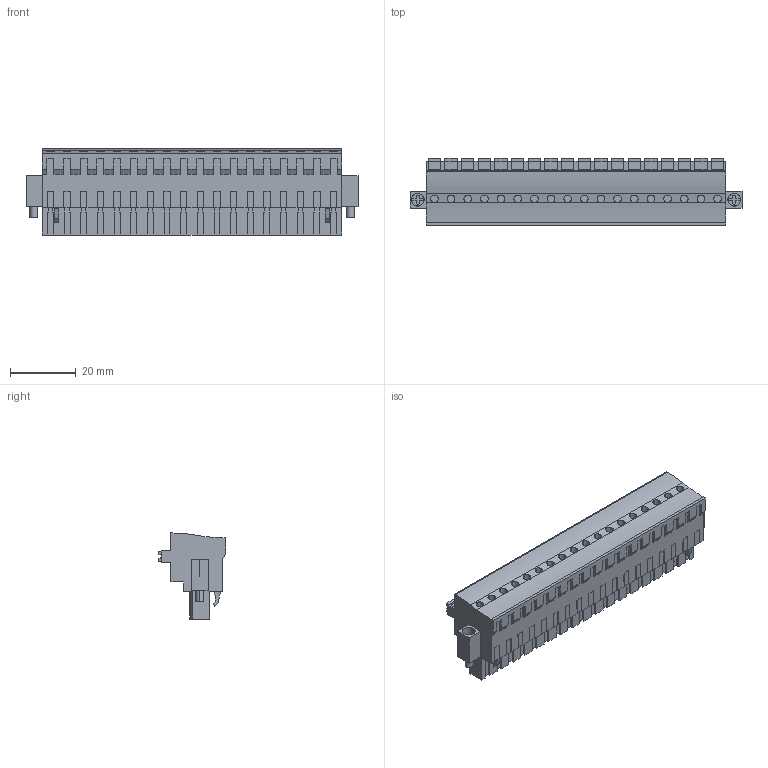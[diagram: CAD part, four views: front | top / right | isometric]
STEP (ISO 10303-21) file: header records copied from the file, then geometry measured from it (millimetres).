
FILE_DESCRIPTION(('CATIA V5 STEP Exchange','CAx-IF Rec.Pracs.--- Model Styling and Organization---1.2---2011-12-15'),'2;1');
FILE_NAME ('D1461188_0_1983050000_1983050000.stp','2017-10-30T15:21:27+00:00',('none'),('Weidmueller'),'CATIA Version 5-6 Release 2014','CATIA V5 STEP AP214','none');
FILE_SCHEMA(('AUTOMOTIVE_DESIGN { 1 0 10303 214 1 1 1 1 }'));
Length unit declared in the file: millimetre
Products named in the file (1): 1983050000
Bounding box: 101.24 x 20.64 x 26.24 mm (x, y, z)
Volume: 27397.9 mm3; surface area: 13560.6 mm2
Topology: 21 solids, 21 shells, 1286 faces, 3571 edges, 2407 vertices
Faces by surface type: plane 1083, cylinder 203
Entity records: 37157 total; most frequent: ORIENTED_EDGE 7142, CARTESIAN_POINT 6867, DIRECTION 4735, EDGE_CURVE 3571, VECTOR 3157, LINE 3157, VERTEX_POINT 2407, EDGE_LOOP 1370
